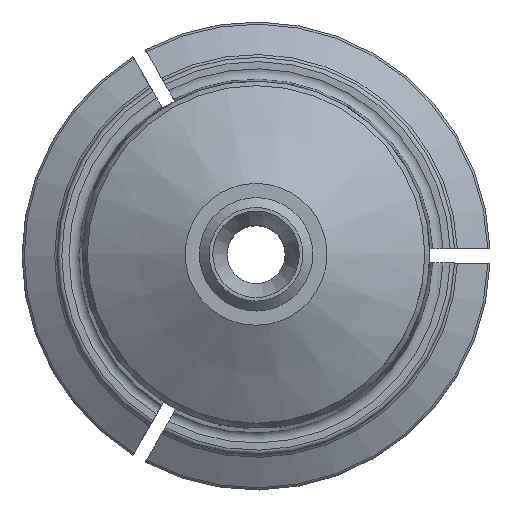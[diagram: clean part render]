
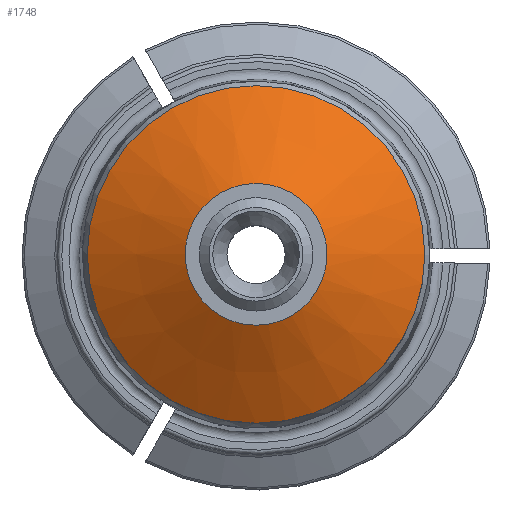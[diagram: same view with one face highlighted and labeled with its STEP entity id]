
A CAD part, top view. The second image highlights one B-rep face of the part: STEP entity #1748.
In plain terms, the highlighted conical face has half-angle 60 degrees and reference radius 5 mm.
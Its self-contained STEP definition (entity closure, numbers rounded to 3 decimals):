
#61=CONICAL_SURFACE('',#1905,5.,1.047);
#152=CIRCLE('',#1904,5.);
#153=CIRCLE('',#1906,11.9);
#591=ORIENTED_EDGE('',*,*,#786,.T.);
#592=ORIENTED_EDGE('',*,*,#785,.F.);
#785=EDGE_CURVE('',#918,#918,#152,.T.);
#786=EDGE_CURVE('',#919,#919,#153,.T.);
#918=VERTEX_POINT('',#2946);
#919=VERTEX_POINT('',#2949);
#1089=EDGE_LOOP('',(#591));
#1090=EDGE_LOOP('',(#592));
#1195=FACE_BOUND('',#1089,.T.);
#1196=FACE_BOUND('',#1090,.T.);
#1748=ADVANCED_FACE('',(#1195,#1196),#61,.T.);
#1904=AXIS2_PLACEMENT_3D('',#2945,#2240,#2241);
#1905=AXIS2_PLACEMENT_3D('',#2947,#2242,#2243);
#1906=AXIS2_PLACEMENT_3D('',#2948,#2244,#2245);
#2240=DIRECTION('',(0.,0.,1.));
#2241=DIRECTION('',(1.,0.,0.));
#2242=DIRECTION('',(0.,0.,-1.));
#2243=DIRECTION('',(-1.,0.,0.));
#2244=DIRECTION('',(0.,0.,1.));
#2245=DIRECTION('',(1.,0.,0.));
#2945=CARTESIAN_POINT('',(0.,0.,69.));
#2946=CARTESIAN_POINT('',(5.,0.,69.));
#2947=CARTESIAN_POINT('',(0.,0.,69.));
#2948=CARTESIAN_POINT('',(0.,0.,65.016));
#2949=CARTESIAN_POINT('',(11.9,0.,65.016));
